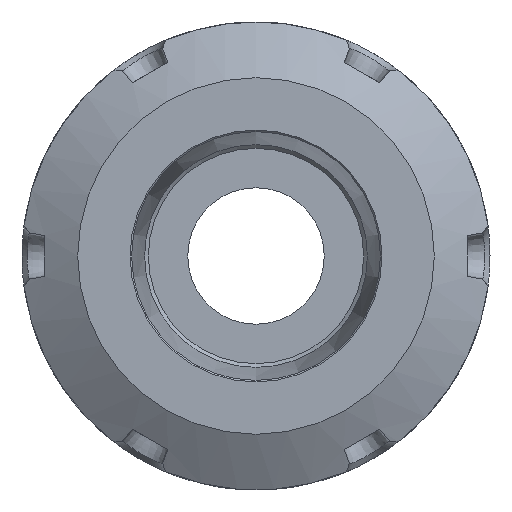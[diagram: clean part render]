
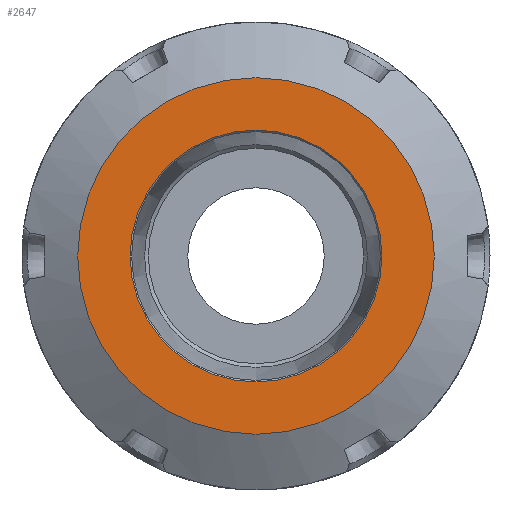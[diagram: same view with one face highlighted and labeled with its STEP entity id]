
A CAD part, left-side view. The second image highlights one B-rep face of the part: STEP entity #2647.
In plain terms, the highlighted planar face has unit normal (-1, 0, 0).
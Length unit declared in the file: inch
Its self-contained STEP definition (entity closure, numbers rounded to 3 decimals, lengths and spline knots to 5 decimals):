
#26=FACE_BOUND('',#514,.T.);
#82=PLANE('',#2825);
#364=FACE_OUTER_BOUND('',#513,.T.);
#513=EDGE_LOOP('',(#1885));
#514=EDGE_LOOP('',(#1886));
#852=CIRCLE('',#2812,0.94488);
#854=CIRCLE('',#2819,0.66732);
#1043=VERTEX_POINT('',#4471);
#1048=VERTEX_POINT('',#4576);
#1348=EDGE_CURVE('',#1043,#1043,#852,.T.);
#1359=EDGE_CURVE('',#1048,#1048,#854,.T.);
#1885=ORIENTED_EDGE('',*,*,#1348,.F.);
#1886=ORIENTED_EDGE('',*,*,#1359,.F.);
#2647=ADVANCED_FACE('',(#364,#26),#82,.F.);
#2812=AXIS2_PLACEMENT_3D('',#4473,#3143,#3144);
#2819=AXIS2_PLACEMENT_3D('',#4577,#3161,#3162);
#2825=AXIS2_PLACEMENT_3D('',#4589,#3175,#3176);
#3143=DIRECTION('center_axis',(1.,0.,0.));
#3144=DIRECTION('ref_axis',(0.,0.,-1.));
#3161=DIRECTION('center_axis',(-1.,0.,0.));
#3162=DIRECTION('ref_axis',(0.,0.,-1.));
#3175=DIRECTION('center_axis',(1.,0.,0.));
#3176=DIRECTION('ref_axis',(0.,0.,-1.));
#4471=CARTESIAN_POINT('',(-2.55906,0.,0.94488));
#4473=CARTESIAN_POINT('Origin',(-2.55906,0.,
0.));
#4576=CARTESIAN_POINT('',(-2.55906,0.,0.66732));
#4577=CARTESIAN_POINT('Origin',(-2.55906,0.,
0.));
#4589=CARTESIAN_POINT('Origin',(-2.55906,0.,
0.));
